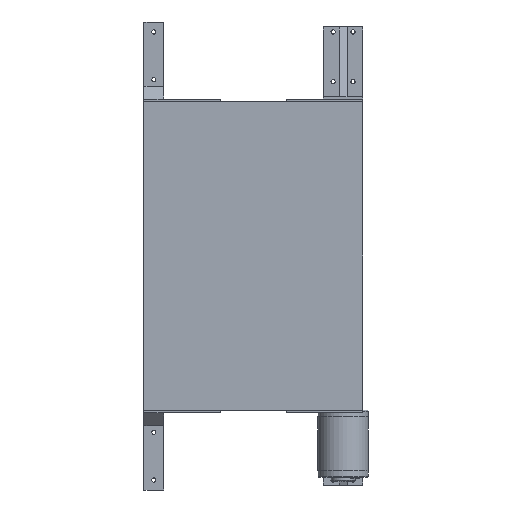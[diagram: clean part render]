
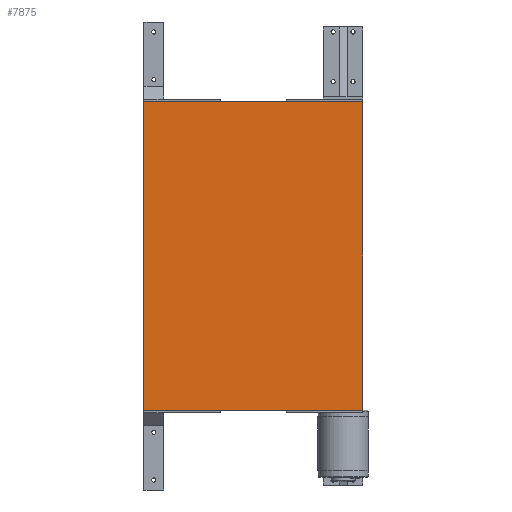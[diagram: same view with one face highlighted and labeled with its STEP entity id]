
A CAD part, front view. The second image highlights one B-rep face of the part: STEP entity #7875.
In plain terms, the highlighted face is planar.
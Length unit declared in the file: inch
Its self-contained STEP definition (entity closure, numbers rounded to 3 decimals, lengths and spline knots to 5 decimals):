
#351 = CARTESIAN_POINT ( 'NONE',  ( 15.5, 0.125, -11. ) ) ;
#464 = VECTOR ( 'NONE', #6863, 39.37008 ) ;
#1255 = DIRECTION ( 'NONE',  ( 0., 0., -1. ) ) ;
#1796 = FACE_OUTER_BOUND ( 'NONE', #11198, .T. ) ;
#1798 = CARTESIAN_POINT ( 'NONE',  ( 0., 0.125, 0. ) ) ;
#2120 = DIRECTION ( 'NONE',  ( 0., 0., -1. ) ) ;
#2598 = EDGE_CURVE ( 'NONE', #11515, #6714, #6681, .T. ) ;
#2895 = AXIS2_PLACEMENT_3D ( 'NONE', #9790, #5441, #1255 ) ;
#2925 = ORIENTED_EDGE ( 'NONE', *, *, #13757, .T. ) ;
#3189 = ORIENTED_EDGE ( 'NONE', *, *, #2598, .T. ) ;
#4522 = PLANE ( 'NONE',  #2895 ) ;
#5232 = VECTOR ( 'NONE', #12737, 39.37008 ) ;
#5441 = DIRECTION ( 'NONE',  ( 0., -1., 0. ) ) ;
#6160 = VERTEX_POINT ( 'NONE', #9134 ) ;
#6505 = CARTESIAN_POINT ( 'NONE',  ( 15.5, 0.125, 0. ) ) ;
#6533 = LINE ( 'NONE', #6945, #464 ) ;
#6681 = LINE ( 'NONE', #6505, #10330 ) ;
#6714 = VERTEX_POINT ( 'NONE', #351 ) ;
#6863 = DIRECTION ( 'NONE',  ( -1., 0., 0. ) ) ;
#6945 = CARTESIAN_POINT ( 'NONE',  ( 0., 0.125, -11. ) ) ;
#7875 = ADVANCED_FACE ( 'NONE', ( #1796 ), #4522, .F. ) ;
#8418 = LINE ( 'NONE', #11590, #5232 ) ;
#8609 = EDGE_CURVE ( 'NONE', #6714, #6160, #6533, .T. ) ;
#9134 = CARTESIAN_POINT ( 'NONE',  ( 0., 0.125, -11. ) ) ;
#9623 = VERTEX_POINT ( 'NONE', #9719 ) ;
#9719 = CARTESIAN_POINT ( 'NONE',  ( 0., 0.125, 0. ) ) ;
#9790 = CARTESIAN_POINT ( 'NONE',  ( 0., 0.125, 0. ) ) ;
#10089 = CARTESIAN_POINT ( 'NONE',  ( 15.5, 0.125, 0. ) ) ;
#10330 = VECTOR ( 'NONE', #2120, 39.37008 ) ;
#10388 = DIRECTION ( 'NONE',  ( 1., 0., 0. ) ) ;
#11147 = ORIENTED_EDGE ( 'NONE', *, *, #8609, .T. ) ;
#11198 = EDGE_LOOP ( 'NONE', ( #12372, #2925, #3189, #11147 ) ) ;
#11515 = VERTEX_POINT ( 'NONE', #10089 ) ;
#11590 = CARTESIAN_POINT ( 'NONE',  ( 0., 0.125, 0. ) ) ;
#11765 = VECTOR ( 'NONE', #10388, 39.37008 ) ;
#12372 = ORIENTED_EDGE ( 'NONE', *, *, #12577, .T. ) ;
#12577 = EDGE_CURVE ( 'NONE', #6160, #9623, #8418, .T. ) ;
#12624 = LINE ( 'NONE', #1798, #11765 ) ;
#12737 = DIRECTION ( 'NONE',  ( 0., 0., 1. ) ) ;
#13757 = EDGE_CURVE ( 'NONE', #9623, #11515, #12624, .T. ) ;
